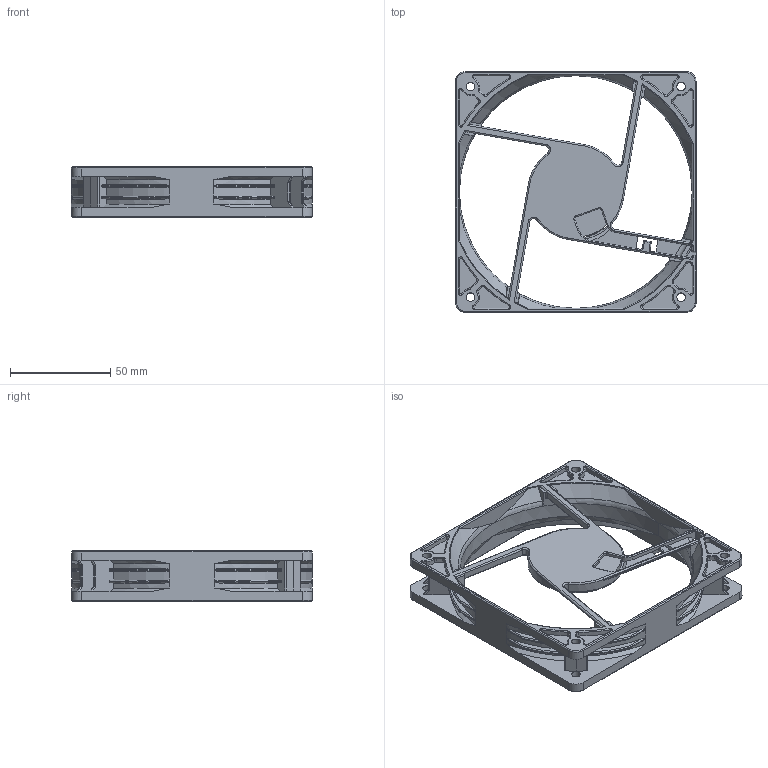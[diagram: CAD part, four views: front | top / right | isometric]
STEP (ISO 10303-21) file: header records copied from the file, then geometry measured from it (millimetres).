
FILE_DESCRIPTION (( 'STEP AP203' ), '1' );
FILE_NAME ('OD1225_m0_frame.stp', '2024-04-29T13:44:39', ( '' ), ( '' ), 'SwSTEP 2.0', 'SolidWorks 2018', '' );
FILE_SCHEMA (( 'CONFIG_CONTROL_DESIGN' ));
Length unit declared in the file: millimetre
Products named in the file (1): OD1225_m0_frame
Bounding box: 120.2 x 120 x 25 mm (x, y, z)
Volume: 58061.2 mm3; surface area: 46308.8 mm2
Topology: 1 solids, 1 shells, 965 faces, 2491 edges, 1532 vertices
Faces by surface type: cylinder 258, torus 241, plane 203, cone 198, bspline 55, sphere 10
Entity records: 37813 total; most frequent: CARTESIAN_POINT 18296, ORIENTED_EDGE 4966, DIRECTION 2668, EDGE_CURVE 2483, B_SPLINE_CURVE_WITH_KNOTS 1880, VERTEX_POINT 1532, AXIS2_PLACEMENT_3D 1203, EDGE_LOOP 1005
